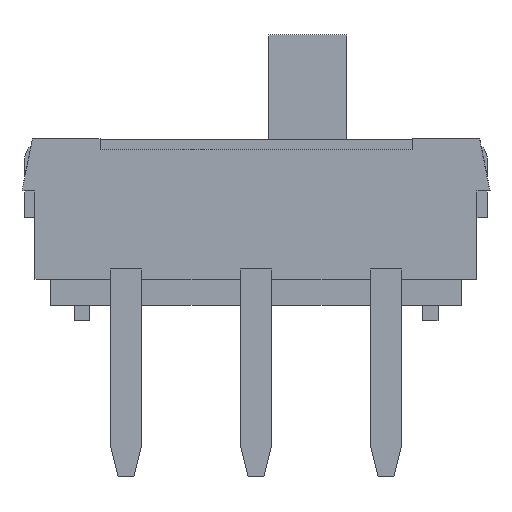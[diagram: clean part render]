
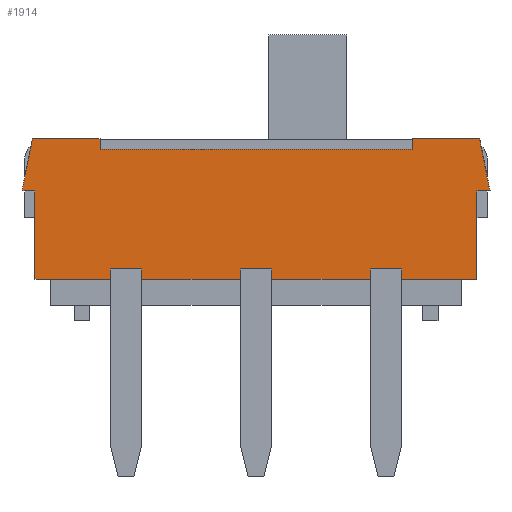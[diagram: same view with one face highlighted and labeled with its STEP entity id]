
A CAD part, front view. The second image highlights one B-rep face of the part: STEP entity #1914.
In plain terms, the highlighted planar face has unit normal (0, -1, 0).
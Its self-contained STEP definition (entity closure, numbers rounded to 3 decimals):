
#801 = VERTEX_POINT('',#802);
#802 = CARTESIAN_POINT('',(-0.3,-3.45,0.8));
#808 = EDGE_CURVE('',#801,#809,#811,.T.);
#809 = VERTEX_POINT('',#810);
#810 = CARTESIAN_POINT('',(-1.75,-3.45,0.8));
#811 = LINE('',#812,#813);
#812 = CARTESIAN_POINT('',(6.75,-3.45,0.8));
#813 = VECTOR('',#814,1.);
#814 = DIRECTION('',(-1.,0.,0.));
#1306 = VERTEX_POINT('',#1307);
#1307 = CARTESIAN_POINT('',(6.75,-3.45,0.8));
#1313 = EDGE_CURVE('',#1306,#1314,#1316,.T.);
#1314 = VERTEX_POINT('',#1315);
#1315 = CARTESIAN_POINT('',(5.3,-3.45,0.8));
#1316 = LINE('',#1317,#1318);
#1317 = CARTESIAN_POINT('',(6.75,-3.45,0.8));
#1318 = VECTOR('',#1319,1.);
#1319 = DIRECTION('',(-1.,0.,0.));
#1888 = EDGE_CURVE('',#809,#1889,#1891,.T.);
#1889 = VERTEX_POINT('',#1890);
#1890 = CARTESIAN_POINT('',(-1.75,-3.45,2.5));
#1891 = LINE('',#1892,#1893);
#1892 = CARTESIAN_POINT('',(-1.75,-3.45,0.8));
#1893 = VECTOR('',#1894,1.);
#1894 = DIRECTION('',(0.,0.,1.));
#1914 = ADVANCED_FACE('',(#1915),#2084,.F.);
#1915 = FACE_BOUND('',#1916,.F.);
#1916 = EDGE_LOOP('',(#1917,#1925,#1926,#1934,#1942,#1950,#1958,#1966,
    #1974,#1982,#1990,#1998,#2006,#2012,#2013,#2014,#2022,#2030,#2038,
    #2046,#2054,#2062,#2070,#2078));
#1917 = ORIENTED_EDGE('',*,*,#1918,.T.);
#1918 = EDGE_CURVE('',#1919,#1306,#1921,.T.);
#1919 = VERTEX_POINT('',#1920);
#1920 = CARTESIAN_POINT('',(6.75,-3.45,2.5));
#1921 = LINE('',#1922,#1923);
#1922 = CARTESIAN_POINT('',(6.75,-3.45,2.5));
#1923 = VECTOR('',#1924,1.);
#1924 = DIRECTION('',(0.,0.,-1.));
#1925 = ORIENTED_EDGE('',*,*,#1313,.T.);
#1926 = ORIENTED_EDGE('',*,*,#1927,.F.);
#1927 = EDGE_CURVE('',#1928,#1314,#1930,.T.);
#1928 = VERTEX_POINT('',#1929);
#1929 = CARTESIAN_POINT('',(5.3,-3.45,1.));
#1930 = LINE('',#1931,#1932);
#1931 = CARTESIAN_POINT('',(5.3,-3.45,-0.8));
#1932 = VECTOR('',#1933,1.);
#1933 = DIRECTION('',(0.,0.,-1.));
#1934 = ORIENTED_EDGE('',*,*,#1935,.F.);
#1935 = EDGE_CURVE('',#1936,#1928,#1938,.T.);
#1936 = VERTEX_POINT('',#1937);
#1937 = CARTESIAN_POINT('',(4.7,-3.45,1.));
#1938 = LINE('',#1939,#1940);
#1939 = CARTESIAN_POINT('',(1.775,-3.45,1.));
#1940 = VECTOR('',#1941,1.);
#1941 = DIRECTION('',(1.,0.,0.));
#1942 = ORIENTED_EDGE('',*,*,#1943,.F.);
#1943 = EDGE_CURVE('',#1944,#1936,#1946,.T.);
#1944 = VERTEX_POINT('',#1945);
#1945 = CARTESIAN_POINT('',(4.7,-3.45,0.8));
#1946 = LINE('',#1947,#1948);
#1947 = CARTESIAN_POINT('',(4.7,-3.45,0.9));
#1948 = VECTOR('',#1949,1.);
#1949 = DIRECTION('',(0.,0.,1.));
#1950 = ORIENTED_EDGE('',*,*,#1951,.T.);
#1951 = EDGE_CURVE('',#1944,#1952,#1954,.T.);
#1952 = VERTEX_POINT('',#1953);
#1953 = CARTESIAN_POINT('',(2.8,-3.45,0.8));
#1954 = LINE('',#1955,#1956);
#1955 = CARTESIAN_POINT('',(6.75,-3.45,0.8));
#1956 = VECTOR('',#1957,1.);
#1957 = DIRECTION('',(-1.,0.,0.));
#1958 = ORIENTED_EDGE('',*,*,#1959,.F.);
#1959 = EDGE_CURVE('',#1960,#1952,#1962,.T.);
#1960 = VERTEX_POINT('',#1961);
#1961 = CARTESIAN_POINT('',(2.8,-3.45,1.));
#1962 = LINE('',#1963,#1964);
#1963 = CARTESIAN_POINT('',(2.8,-3.45,-0.8));
#1964 = VECTOR('',#1965,1.);
#1965 = DIRECTION('',(0.,0.,-1.));
#1966 = ORIENTED_EDGE('',*,*,#1967,.F.);
#1967 = EDGE_CURVE('',#1968,#1960,#1970,.T.);
#1968 = VERTEX_POINT('',#1969);
#1969 = CARTESIAN_POINT('',(2.2,-3.45,1.));
#1970 = LINE('',#1971,#1972);
#1971 = CARTESIAN_POINT('',(0.525,-3.45,1.));
#1972 = VECTOR('',#1973,1.);
#1973 = DIRECTION('',(1.,0.,0.));
#1974 = ORIENTED_EDGE('',*,*,#1975,.F.);
#1975 = EDGE_CURVE('',#1976,#1968,#1978,.T.);
#1976 = VERTEX_POINT('',#1977);
#1977 = CARTESIAN_POINT('',(2.2,-3.45,0.8));
#1978 = LINE('',#1979,#1980);
#1979 = CARTESIAN_POINT('',(2.2,-3.45,0.9));
#1980 = VECTOR('',#1981,1.);
#1981 = DIRECTION('',(0.,0.,1.));
#1982 = ORIENTED_EDGE('',*,*,#1983,.T.);
#1983 = EDGE_CURVE('',#1976,#1984,#1986,.T.);
#1984 = VERTEX_POINT('',#1985);
#1985 = CARTESIAN_POINT('',(0.3,-3.45,0.8));
#1986 = LINE('',#1987,#1988);
#1987 = CARTESIAN_POINT('',(6.75,-3.45,0.8));
#1988 = VECTOR('',#1989,1.);
#1989 = DIRECTION('',(-1.,0.,0.));
#1990 = ORIENTED_EDGE('',*,*,#1991,.F.);
#1991 = EDGE_CURVE('',#1992,#1984,#1994,.T.);
#1992 = VERTEX_POINT('',#1993);
#1993 = CARTESIAN_POINT('',(0.3,-3.45,1.));
#1994 = LINE('',#1995,#1996);
#1995 = CARTESIAN_POINT('',(0.3,-3.45,-0.8));
#1996 = VECTOR('',#1997,1.);
#1997 = DIRECTION('',(0.,0.,-1.));
#1998 = ORIENTED_EDGE('',*,*,#1999,.F.);
#1999 = EDGE_CURVE('',#2000,#1992,#2002,.T.);
#2000 = VERTEX_POINT('',#2001);
#2001 = CARTESIAN_POINT('',(-0.3,-3.45,1.));
#2002 = LINE('',#2003,#2004);
#2003 = CARTESIAN_POINT('',(-0.725,-3.45,1.));
#2004 = VECTOR('',#2005,1.);
#2005 = DIRECTION('',(1.,0.,0.));
#2006 = ORIENTED_EDGE('',*,*,#2007,.F.);
#2007 = EDGE_CURVE('',#801,#2000,#2008,.T.);
#2008 = LINE('',#2009,#2010);
#2009 = CARTESIAN_POINT('',(-0.3,-3.45,0.9));
#2010 = VECTOR('',#2011,1.);
#2011 = DIRECTION('',(0.,0.,1.));
#2012 = ORIENTED_EDGE('',*,*,#808,.T.);
#2013 = ORIENTED_EDGE('',*,*,#1888,.T.);
#2014 = ORIENTED_EDGE('',*,*,#2015,.T.);
#2015 = EDGE_CURVE('',#1889,#2016,#2018,.T.);
#2016 = VERTEX_POINT('',#2017);
#2017 = CARTESIAN_POINT('',(-2.,-3.45,2.5));
#2018 = LINE('',#2019,#2020);
#2019 = CARTESIAN_POINT('',(-1.75,-3.45,2.5));
#2020 = VECTOR('',#2021,1.);
#2021 = DIRECTION('',(-1.,0.,0.));
#2022 = ORIENTED_EDGE('',*,*,#2023,.T.);
#2023 = EDGE_CURVE('',#2016,#2024,#2026,.T.);
#2024 = VERTEX_POINT('',#2025);
#2025 = CARTESIAN_POINT('',(-1.8,-3.45,3.5));
#2026 = LINE('',#2027,#2028);
#2027 = CARTESIAN_POINT('',(-2.,-3.45,2.5));
#2028 = VECTOR('',#2029,1.);
#2029 = DIRECTION('',(0.196,0.,0.981));
#2030 = ORIENTED_EDGE('',*,*,#2031,.T.);
#2031 = EDGE_CURVE('',#2024,#2032,#2034,.T.);
#2032 = VERTEX_POINT('',#2033);
#2033 = CARTESIAN_POINT('',(-0.5,-3.45,3.5));
#2034 = LINE('',#2035,#2036);
#2035 = CARTESIAN_POINT('',(-1.8,-3.45,3.5));
#2036 = VECTOR('',#2037,1.);
#2037 = DIRECTION('',(1.,0.,0.));
#2038 = ORIENTED_EDGE('',*,*,#2039,.T.);
#2039 = EDGE_CURVE('',#2032,#2040,#2042,.T.);
#2040 = VERTEX_POINT('',#2041);
#2041 = CARTESIAN_POINT('',(-0.5,-3.45,3.3));
#2042 = LINE('',#2043,#2044);
#2043 = CARTESIAN_POINT('',(-0.5,-3.45,3.5));
#2044 = VECTOR('',#2045,1.);
#2045 = DIRECTION('',(0.,0.,-1.));
#2046 = ORIENTED_EDGE('',*,*,#2047,.T.);
#2047 = EDGE_CURVE('',#2040,#2048,#2050,.T.);
#2048 = VERTEX_POINT('',#2049);
#2049 = CARTESIAN_POINT('',(5.5,-3.45,3.3));
#2050 = LINE('',#2051,#2052);
#2051 = CARTESIAN_POINT('',(-0.5,-3.45,3.3));
#2052 = VECTOR('',#2053,1.);
#2053 = DIRECTION('',(1.,0.,0.));
#2054 = ORIENTED_EDGE('',*,*,#2055,.F.);
#2055 = EDGE_CURVE('',#2056,#2048,#2058,.T.);
#2056 = VERTEX_POINT('',#2057);
#2057 = CARTESIAN_POINT('',(5.5,-3.45,3.5));
#2058 = LINE('',#2059,#2060);
#2059 = CARTESIAN_POINT('',(5.5,-3.45,3.5));
#2060 = VECTOR('',#2061,1.);
#2061 = DIRECTION('',(0.,0.,-1.));
#2062 = ORIENTED_EDGE('',*,*,#2063,.T.);
#2063 = EDGE_CURVE('',#2056,#2064,#2066,.T.);
#2064 = VERTEX_POINT('',#2065);
#2065 = CARTESIAN_POINT('',(6.8,-3.45,3.5));
#2066 = LINE('',#2067,#2068);
#2067 = CARTESIAN_POINT('',(-1.8,-3.45,3.5));
#2068 = VECTOR('',#2069,1.);
#2069 = DIRECTION('',(1.,0.,0.));
#2070 = ORIENTED_EDGE('',*,*,#2071,.T.);
#2071 = EDGE_CURVE('',#2064,#2072,#2074,.T.);
#2072 = VERTEX_POINT('',#2073);
#2073 = CARTESIAN_POINT('',(7.,-3.45,2.5));
#2074 = LINE('',#2075,#2076);
#2075 = CARTESIAN_POINT('',(6.8,-3.45,3.5));
#2076 = VECTOR('',#2077,1.);
#2077 = DIRECTION('',(0.196,0.,-0.981));
#2078 = ORIENTED_EDGE('',*,*,#2079,.T.);
#2079 = EDGE_CURVE('',#2072,#1919,#2080,.T.);
#2080 = LINE('',#2081,#2082);
#2081 = CARTESIAN_POINT('',(7.,-3.45,2.5));
#2082 = VECTOR('',#2083,1.);
#2083 = DIRECTION('',(-1.,0.,0.));
#2084 = PLANE('',#2085);
#2085 = AXIS2_PLACEMENT_3D('',#2086,#2087,#2088);
#2086 = CARTESIAN_POINT('',(-1.75,-3.45,0.8));
#2087 = DIRECTION('',(0.,1.,0.));
#2088 = DIRECTION('',(0.,0.,1.));
